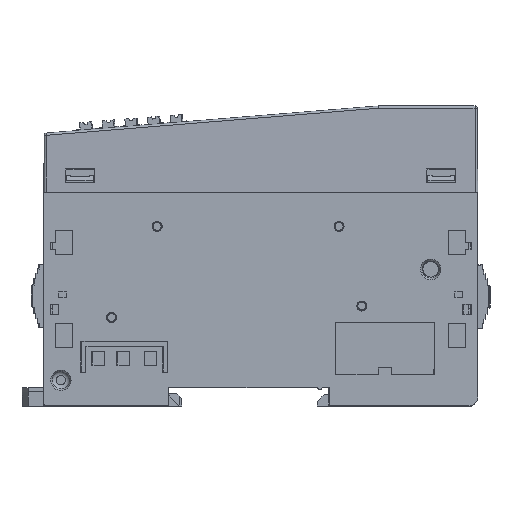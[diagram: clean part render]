
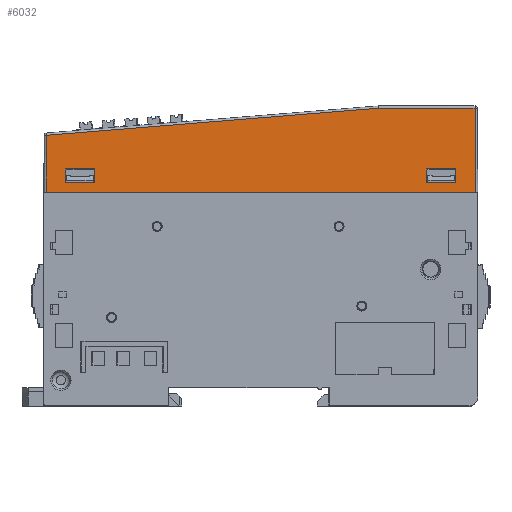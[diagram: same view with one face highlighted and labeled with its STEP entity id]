
A CAD part, left-side view. The second image highlights one B-rep face of the part: STEP entity #6032.
In plain terms, the highlighted planar face has unit normal (-1, 0, 0.005).
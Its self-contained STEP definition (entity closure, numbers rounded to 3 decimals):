
#6032=ADVANCED_FACE('',(#9804,#9805,#9806),#8975,.T.);
#8975=PLANE('',#61285);
#9804=FACE_BOUND('',#12692,.T.);
#9805=FACE_BOUND('',#12693,.T.);
#9806=FACE_BOUND('',#12694,.T.);
#12692=EDGE_LOOP('',(#26667,#26668,#26669,#26670,#26671));
#12693=EDGE_LOOP('',(#26672,#26673,#26674,#26675));
#12694=EDGE_LOOP('',(#26676,#26677,#26678,#26679));
#26667=ORIENTED_EDGE('',*,*,#41703,.T.);
#26668=ORIENTED_EDGE('',*,*,#41698,.T.);
#26669=ORIENTED_EDGE('',*,*,#41720,.T.);
#26670=ORIENTED_EDGE('',*,*,#41803,.T.);
#26671=ORIENTED_EDGE('',*,*,#41727,.T.);
#26672=ORIENTED_EDGE('',*,*,#41804,.T.);
#26673=ORIENTED_EDGE('',*,*,#41805,.T.);
#26674=ORIENTED_EDGE('',*,*,#41806,.T.);
#26675=ORIENTED_EDGE('',*,*,#41807,.T.);
#26676=ORIENTED_EDGE('',*,*,#41808,.F.);
#26677=ORIENTED_EDGE('',*,*,#41792,.F.);
#26678=ORIENTED_EDGE('',*,*,#41799,.F.);
#26679=ORIENTED_EDGE('',*,*,#41802,.F.);
#34123=VERTEX_POINT('',#90211);
#34125=VERTEX_POINT('',#90235);
#34127=VERTEX_POINT('',#90243);
#34137=VERTEX_POINT('',#90296);
#34142=VERTEX_POINT('',#90310);
#34173=VERTEX_POINT('',#90430);
#34176=VERTEX_POINT('',#90435);
#34182=VERTEX_POINT('',#90449);
#34184=VERTEX_POINT('',#90455);
#34185=VERTEX_POINT('',#90460);
#34186=VERTEX_POINT('',#90461);
#34187=VERTEX_POINT('',#90463);
#34188=VERTEX_POINT('',#90465);
#41698=EDGE_CURVE('',#34125,#34123,#49589,.T.);
#41703=EDGE_CURVE('',#34127,#34125,#49592,.T.);
#41720=EDGE_CURVE('',#34123,#34137,#49600,.T.);
#41727=EDGE_CURVE('',#34142,#34127,#49605,.T.);
#41792=EDGE_CURVE('',#34176,#34173,#49666,.T.);
#41799=EDGE_CURVE('',#34182,#34176,#49673,.T.);
#41802=EDGE_CURVE('',#34184,#34182,#49676,.T.);
#41803=EDGE_CURVE('',#34137,#34142,#49677,.T.);
#41804=EDGE_CURVE('',#34185,#34186,#49678,.T.);
#41805=EDGE_CURVE('',#34186,#34187,#49679,.T.);
#41806=EDGE_CURVE('',#34187,#34188,#49680,.T.);
#41807=EDGE_CURVE('',#34188,#34185,#49681,.T.);
#41808=EDGE_CURVE('',#34173,#34184,#49682,.T.);
#49589=LINE('',#90236,#57231);
#49592=LINE('',#90246,#57234);
#49600=LINE('',#90295,#57242);
#49605=LINE('',#90309,#57247);
#49666=LINE('',#90436,#57308);
#49673=LINE('',#90450,#57315);
#49676=LINE('',#90456,#57318);
#49677=LINE('',#90458,#57319);
#49678=LINE('',#90459,#57320);
#49679=LINE('',#90462,#57321);
#49680=LINE('',#90464,#57322);
#49681=LINE('',#90466,#57323);
#49682=LINE('',#90467,#57324);
#57231=VECTOR('',#73621,1.);
#57234=VECTOR('',#73632,1.);
#57242=VECTOR('',#73670,1.);
#57247=VECTOR('',#73683,1.);
#57308=VECTOR('',#73806,1.);
#57315=VECTOR('',#73815,1.);
#57318=VECTOR('',#73820,1.);
#57319=VECTOR('',#73823,1.);
#57320=VECTOR('',#73824,1.);
#57321=VECTOR('',#73825,1.);
#57322=VECTOR('',#73826,1.);
#57323=VECTOR('',#73827,1.);
#57324=VECTOR('',#73828,1.);
#61285=AXIS2_PLACEMENT_3D('',#90468,#73829,#73830);
#73621=DIRECTION('',(0.,0.997,-0.081));
#73632=DIRECTION('',(0.,1.,0.));
#73670=DIRECTION('',(-0.005,0.005,-1.));
#73683=DIRECTION('',(0.005,0.005,1.));
#73806=DIRECTION('',(0.005,0.,1.));
#73815=DIRECTION('',(0.,-1.,0.));
#73820=DIRECTION('',(-0.005,0.,-1.));
#73823=DIRECTION('',(0.,-1.,0.));
#73824=DIRECTION('',(0.,1.,0.));
#73825=DIRECTION('',(0.005,0.,1.));
#73826=DIRECTION('',(0.,-1.,0.));
#73827=DIRECTION('',(-0.005,0.,-1.));
#73828=DIRECTION('',(0.,1.,0.));
#73829=DIRECTION('',(-1.,0.,0.005));
#73830=DIRECTION('',(0.,-1.,0.));
#90211=CARTESIAN_POINT('',(23.417,92.938,34.147));
#90235=CARTESIAN_POINT('',(23.448,19.826,40.115));
#90236=CARTESIAN_POINT('',(23.416,95.706,33.921));
#90243=CARTESIAN_POINT('',(23.448,-1.4,40.115));
#90246=CARTESIAN_POINT('',(23.448,94.701,40.115));
#90295=CARTESIAN_POINT('',(23.351,93.003,21.604));
#90296=CARTESIAN_POINT('',(23.351,93.003,21.613));
#90309=CARTESIAN_POINT('',(23.354,-1.494,22.116));
#90310=CARTESIAN_POINT('',(23.351,-1.497,21.613));
#90430=CARTESIAN_POINT('',(23.378,2.797,26.73));
#90435=CARTESIAN_POINT('',(23.363,2.796,23.813));
#90436=CARTESIAN_POINT('',(23.351,2.796,21.638));
#90449=CARTESIAN_POINT('',(23.363,9.21,23.813));
#90450=CARTESIAN_POINT('',(23.363,94.701,23.813));
#90455=CARTESIAN_POINT('',(23.378,9.21,26.73));
#90456=CARTESIAN_POINT('',(23.351,9.211,21.589));
#90458=CARTESIAN_POINT('',(23.351,94.701,21.613));
#90459=CARTESIAN_POINT('',(23.363,48.498,23.813));
#90460=CARTESIAN_POINT('',(23.363,82.296,23.813));
#90461=CARTESIAN_POINT('',(23.363,88.71,23.813));
#90462=CARTESIAN_POINT('',(23.37,88.71,25.249));
#90463=CARTESIAN_POINT('',(23.378,88.71,26.73));
#90464=CARTESIAN_POINT('',(23.378,85.503,26.73));
#90465=CARTESIAN_POINT('',(23.378,82.297,26.73));
#90466=CARTESIAN_POINT('',(23.37,82.297,25.249));
#90467=CARTESIAN_POINT('',(23.378,94.701,26.73));
#90468=CARTESIAN_POINT('',(23.351,94.701,21.613));
